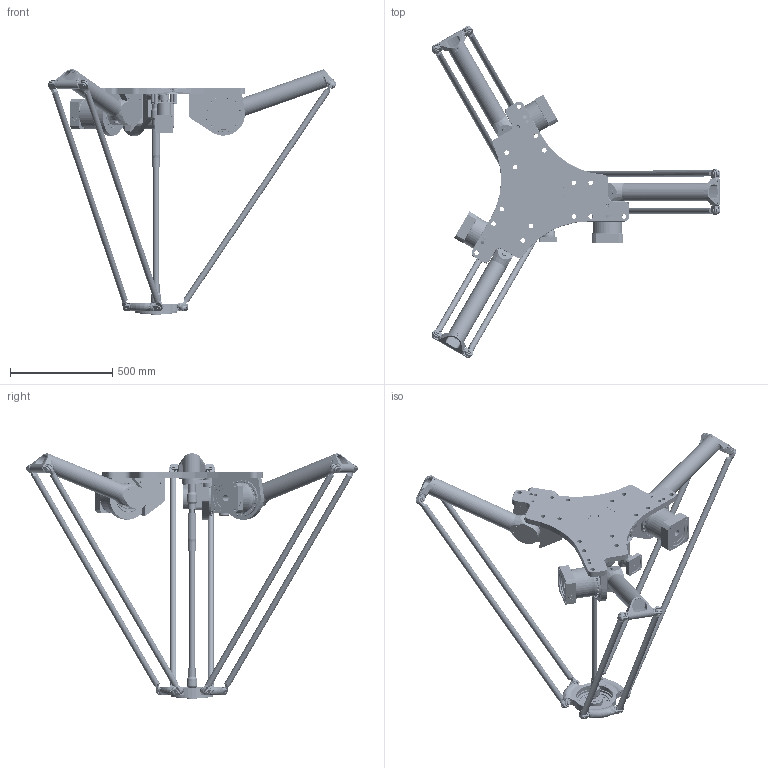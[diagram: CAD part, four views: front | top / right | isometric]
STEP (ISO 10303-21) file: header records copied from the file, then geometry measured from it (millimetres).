
FILE_DESCRIPTION(/* description */ (''),/* implementation_level */ '2;1');
FILE_NAME(/* name */ '3D-model_A_00824-T1.stp',/* time_stamp */ '2022-02-12T13:17:55+01:00',/* author */ ('michael.schutter'),/* organization */ ('Majatronic'),/* preprocessor_version */ 'ST-DEVELOPER v16.5',/* originating_system */ 'Autodesk Inventor 2017',/* authorisation */ '');
FILE_SCHEMA (('AUTOMOTIVE_DESIGN { 1 0 10303 214 3 1 1 }'));
Length unit declared in the file: millimetre
Products named in the file (12): A_00824-T1_DUMMY; MT_BGR00104938 Dummy Roboterbasis; MT_WST00102135; MT_WST00068559MT_WST; MT_WST00055606MT_WST; MT_WST00057260MT_WST; MT_WST00102137; MT_WST00057263MT_WST; MT_WST00061551; MT_WST00057409MT_WST; MT_WST00055476MT_WST; MT_WST00055475MT_WST
Assembly tree (25 placements, depth 3):
  A_00824-T1_DUMMY
    MT_BGR00104938 Dummy Roboterbasis
      MT_WST00102135
      MT_WST00068559MT_WST  x3
      MT_WST00055606MT_WST
    MT_WST00057260MT_WST  x6
    MT_WST00102137
    MT_WST00057263MT_WST  x6
    MT_WST00061551  x3
    MT_WST00057409MT_WST
    MT_WST00055476MT_WST
    MT_WST00055475MT_WST
Bounding box: 1411.51 x 1624.7 x 1200.07 mm (x, y, z)
Volume: 45167121.1 mm3; surface area: 3849560.3 mm2
Topology: 24 solids, 84 shells, 3880 faces, 8859 edges, 5634 vertices
Faces by surface type: plane 1798, cylinder 1141, bspline 494, cone 290, torus 153, sphere 4
Full cylindrical faces by diameter (mm): 3.15 x6, 4 x2, 4.134 x22, 4.917 x21, 6 x72, 6.6 x72, 6.647 x1, 8 x5, 8.376 x54, 10 x127, 11.5 x7, 12 x37, 13 x12, 14 x2, 14.5 x1, 15 x1, 15.4 x1, 16 x2, 17 x9, 17.294 x6, 19.7 x1, 20 x4, 22 x69, 23.9 x1, 24 x1, 25 x2, 26 x3, 28 x4, 28.4 x1, 30 x18
Entity records: 80137 total; most frequent: CARTESIAN_POINT 31873, DIRECTION 9815, ORIENTED_EDGE 8492, EDGE_CURVE 4246, AXIS2_PLACEMENT_3D 3783, EDGE_LOOP 3243, VERTEX_POINT 3067, LINE 2249
